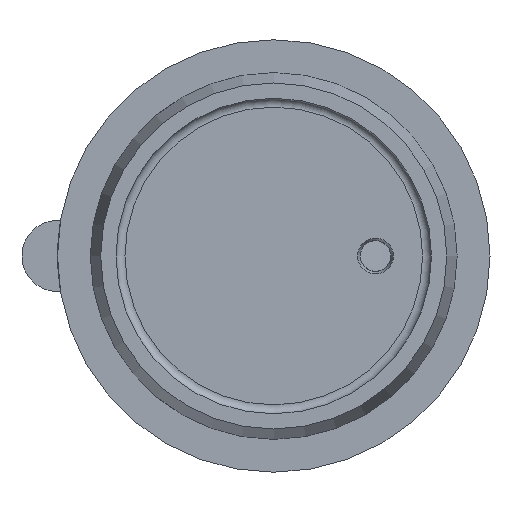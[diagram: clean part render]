
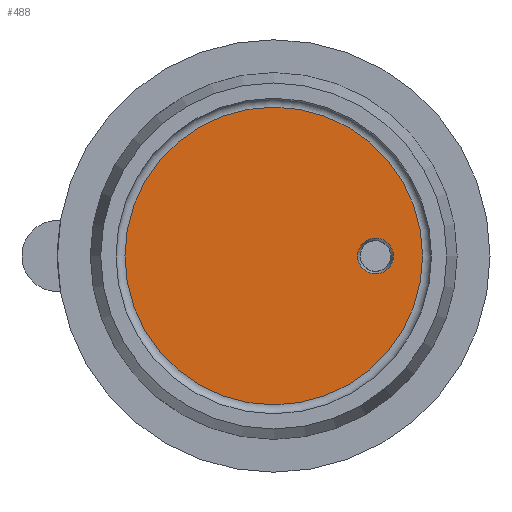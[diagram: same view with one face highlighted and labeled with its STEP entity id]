
A CAD part, front view. The second image highlights one B-rep face of the part: STEP entity #488.
In plain terms, the highlighted planar face has unit normal (0, 1, 0).
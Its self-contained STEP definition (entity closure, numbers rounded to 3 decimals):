
#10 = FACE_OUTER_BOUND ( 'NONE', #417, .T. ) ;
#55 = CIRCLE ( 'NONE', #586, 42.5 ) ;
#88 = VERTEX_POINT ( 'NONE', #196 ) ;
#91 = FACE_BOUND ( 'NONE', #125, .T. ) ;
#94 = CIRCLE ( 'NONE', #289, 3.5 ) ;
#107 = DIRECTION ( 'NONE',  ( 0., 1., 0. ) ) ;
#118 = AXIS2_PLACEMENT_3D ( 'NONE', #489, #558, #623 ) ;
#125 = EDGE_LOOP ( 'NONE', ( #298 ) ) ;
#162 = EDGE_CURVE ( 'NONE', #254, #254, #94, .T. ) ;
#178 = DIRECTION ( 'NONE',  ( 0., 1., 0. ) ) ;
#188 = EDGE_CURVE ( 'NONE', #88, #88, #55, .T. ) ;
#194 = CARTESIAN_POINT ( 'NONE',  ( 20., 0., -3.5 ) ) ;
#196 = CARTESIAN_POINT ( 'NONE',  ( 0., 0., 42.5 ) ) ;
#229 = CARTESIAN_POINT ( 'NONE',  ( 0., 0., 0. ) ) ;
#254 = VERTEX_POINT ( 'NONE', #194 ) ;
#289 = AXIS2_PLACEMENT_3D ( 'NONE', #517, #107, #553 ) ;
#298 = ORIENTED_EDGE ( 'NONE', *, *, #162, .F. ) ;
#411 = ORIENTED_EDGE ( 'NONE', *, *, #188, .T. ) ;
#417 = EDGE_LOOP ( 'NONE', ( #411 ) ) ;
#480 = DIRECTION ( 'NONE',  ( 0., 0., 1. ) ) ;
#488 = ADVANCED_FACE ( 'NONE', ( #91, #10 ), #535, .T. ) ;
#489 = CARTESIAN_POINT ( 'NONE',  ( 0., 0., 0. ) ) ;
#517 = CARTESIAN_POINT ( 'NONE',  ( 20., 0., 0. ) ) ;
#535 = PLANE ( 'NONE',  #118 ) ;
#553 = DIRECTION ( 'NONE',  ( 0., 0., -1. ) ) ;
#558 = DIRECTION ( 'NONE',  ( 0., 1., 0. ) ) ;
#586 = AXIS2_PLACEMENT_3D ( 'NONE', #229, #178, #480 ) ;
#623 = DIRECTION ( 'NONE',  ( 0., 0., 1. ) ) ;
